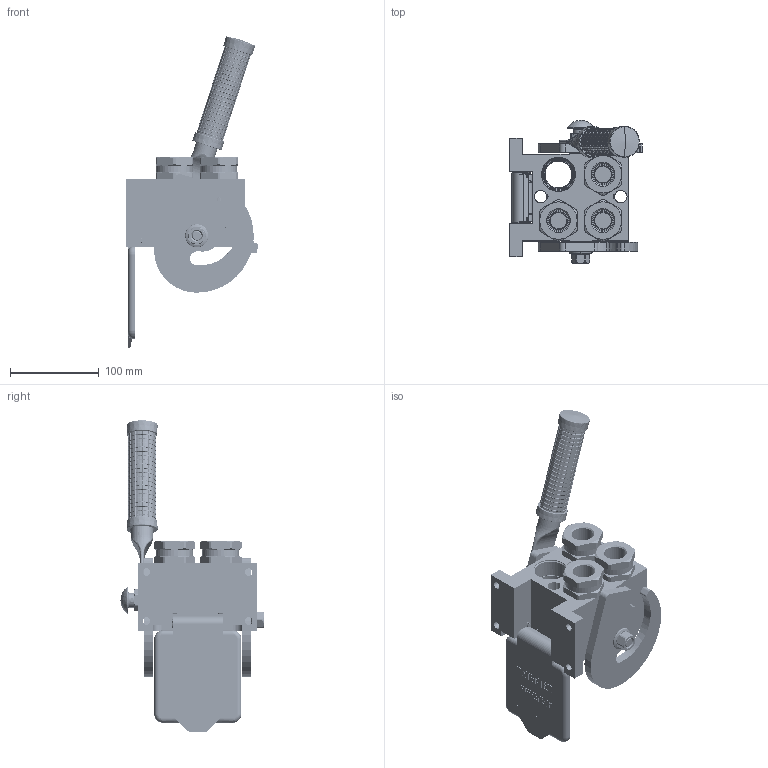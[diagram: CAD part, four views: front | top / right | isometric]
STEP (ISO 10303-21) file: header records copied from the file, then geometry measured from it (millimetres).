
FILE_DESCRIPTION (( 'STEP AP214' ), '1' );
FILE_NAME ('FASTER.step', '2025-02-16T18:20:12', ( '' ), ( '' ), 'SwSTEP 2.0', 'SolidWorks 2017', '' );
FILE_SCHEMA (( 'AUTOMOTIVE_DESIGN' ));
Length unit declared in the file: millimetre
Products named in the file (31): 4850_024_0000_012; 4830_070_0000_001; 4830_025_1000_000; 4820_024_1002_011; curs_molla_34; 4810_001_0001_014; or1_5x7_m; 4830_001_0005_301; et011; 1540_080_0012_000; 4850_024_6002_020; P412_F_BASE; FASTER; 4820_001_0004_000; 2ffnb34_gas_f; 4850_024_6001_000_ASM; 4830_001_0005_300; 0048_042_0412_000; 4830_025_2000_000; A_2ffnb34_gas_f; 4830_025_0000_001; 4830_020_4000_000; 4150_072_1000_200; 4830_022_0000_011; sicura_p5; or2_62x17_86; 4850_024_5001_010; 4850_024_6001_000; 4250_014_1000_000; 4850_024_6001_021
Assembly tree (33 placements, depth 4):
  FASTER
    P412_F_BASE
      4830_020_4000_000
      4810_001_0001_014
      4820_001_0004_000
      4830_025_1000_000
      4830_022_0000_011
      4830_070_0000_001
      4830_001_0005_301
      4830_001_0005_300
    A_2ffnb34_gas_f  x3
      curs_molla_34
        4150_072_1000_200
        4250_014_1000_000
      2ffnb34_gas_f
        2ffnb34_gas_f
    4850_024_6001_000
      4850_024_6001_000_ASM
        4850_024_5001_010
        4850_024_6001_021
        4820_024_1002_011
      sicura_p5
        4830_025_0000_001
        or1_5x7_m
        0048_042_0412_000
      4850_024_6002_020
      4850_024_0000_012
      1540_080_0012_000
      4830_025_2000_000
      or2_62x17_86  x2
    et011
Bounding box: 148.95 x 160.93 x 350 mm (x, y, z)
Volume: 248564.4 mm3; surface area: 347704.4 mm2
Topology: 23 solids, 53 shells, 4713 faces, 12692 edges, 8148 vertices
Faces by surface type: plane 1923, cylinder 1718, torus 483, cone 300, bspline 258, sphere 31
Entity records: 186154 total; most frequent: CARTESIAN_POINT 82673, ORIENTED_EDGE 22209, DIRECTION 18539, EDGE_CURVE 11199, VERTEX_POINT 7192, VECTOR 6333, LINE 6333, AXIS2_PLACEMENT_3D 6103
